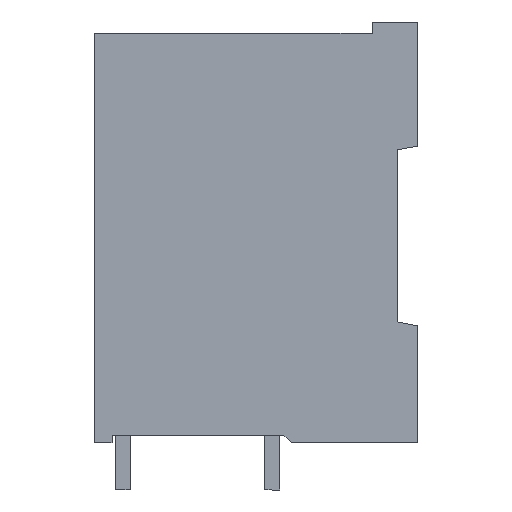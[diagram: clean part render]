
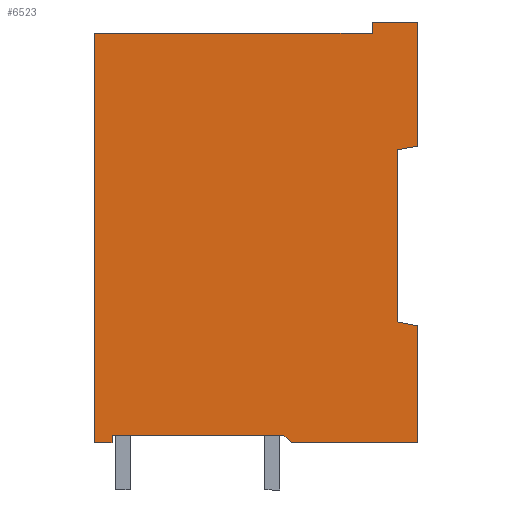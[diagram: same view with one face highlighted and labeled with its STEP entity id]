
A CAD part, left-side view. The second image highlights one B-rep face of the part: STEP entity #6523.
In plain terms, the highlighted planar face has unit normal (-1, 0, 0).
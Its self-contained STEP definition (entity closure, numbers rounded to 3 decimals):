
#6443=AXIS2_PLACEMENT_3D('Plane Axis2P3D',#6440,#6441,#6442) ;
#2911=CARTESIAN_POINT('Line Origine',(0.,0.7,23.277)) ;
#2915=CARTESIAN_POINT('Vertex',(0.,1.4,23.153)) ;
#2917=CARTESIAN_POINT('Vertex',(0.,0.,23.4)) ;
#4383=CARTESIAN_POINT('Line Origine',(0.,21.4,3.2)) ;
#4387=CARTESIAN_POINT('Vertex',(0.,22.,3.2)) ;
#4389=CARTESIAN_POINT('Vertex',(0.,20.8,3.2)) ;
#4434=CARTESIAN_POINT('Vertex',(0.,20.8,3.7)) ;
#4437=CARTESIAN_POINT('Line Origine',(0.,20.8,3.45)) ;
#4449=CARTESIAN_POINT('Line Origine',(0.,4.3,3.2)) ;
#4453=CARTESIAN_POINT('Vertex',(0.,8.6,3.2)) ;
#4455=CARTESIAN_POINT('Vertex',(0.,0.,3.2)) ;
#6440=CARTESIAN_POINT('Axis2P3D Location',(0.,22.,0.)) ;
#6445=CARTESIAN_POINT('Line Origine',(0.,11.,3.7)) ;
#6449=CARTESIAN_POINT('Vertex',(0.,9.1,3.7)) ;
#6453=CARTESIAN_POINT('Control Point',(0.,9.1,3.7)) ;
#6454=CARTESIAN_POINT('Control Point',(0.,8.6,3.2)) ;
#6456=CARTESIAN_POINT('Line Origine',(0.,0.,17.525)) ;
#6460=CARTESIAN_POINT('Vertex',(0.,0.,11.17)) ;
#6464=CARTESIAN_POINT('Control Point',(0.,0.,11.17)) ;
#6465=CARTESIAN_POINT('Control Point',(0.,1.4,11.439)) ;
#6466=CARTESIAN_POINT('Vertex',(0.,1.4,11.439)) ;
#6469=CARTESIAN_POINT('Line Origine',(0.,1.4,17.525)) ;
#6474=CARTESIAN_POINT('Line Origine',(0.,0.,17.525)) ;
#6478=CARTESIAN_POINT('Vertex',(0.,0.,31.85)) ;
#6481=CARTESIAN_POINT('Line Origine',(0.,11.,31.85)) ;
#6485=CARTESIAN_POINT('Vertex',(0.,3.1,31.85)) ;
#6488=CARTESIAN_POINT('Line Origine',(0.,3.1,17.525)) ;
#6492=CARTESIAN_POINT('Vertex',(0.,3.1,31.08)) ;
#6495=CARTESIAN_POINT('Line Origine',(0.,11.,31.08)) ;
#6499=CARTESIAN_POINT('Vertex',(0.,22.,31.08)) ;
#6502=CARTESIAN_POINT('Line Origine',(0.,22.,17.525)) ;
#2912=DIRECTION('Vector Direction',(0.,-0.985,0.174)) ;
#4384=DIRECTION('Vector Direction',(0.,-1.,0.)) ;
#4438=DIRECTION('Vector Direction',(0.,0.,-1.)) ;
#4450=DIRECTION('Vector Direction',(0.,-1.,0.)) ;
#6441=DIRECTION('Axis2P3D Direction',(-1.,0.,0.)) ;
#6442=DIRECTION('Axis2P3D XDirection',(0.,-1.,0.)) ;
#6446=DIRECTION('Vector Direction',(0.,-1.,0.)) ;
#6457=DIRECTION('Vector Direction',(0.,0.,1.)) ;
#6470=DIRECTION('Vector Direction',(0.,0.,1.)) ;
#6475=DIRECTION('Vector Direction',(0.,0.,1.)) ;
#6482=DIRECTION('Vector Direction',(0.,-1.,0.)) ;
#6489=DIRECTION('Vector Direction',(0.,0.,1.)) ;
#6496=DIRECTION('Vector Direction',(0.,-1.,0.)) ;
#6503=DIRECTION('Vector Direction',(0.,0.,1.)) ;
#2913=VECTOR('Line Direction',#2912,1.) ;
#4385=VECTOR('Line Direction',#4384,1.) ;
#4439=VECTOR('Line Direction',#4438,1.) ;
#4451=VECTOR('Line Direction',#4450,1.) ;
#6447=VECTOR('Line Direction',#6446,1.) ;
#6458=VECTOR('Line Direction',#6457,1.) ;
#6471=VECTOR('Line Direction',#6470,1.) ;
#6476=VECTOR('Line Direction',#6475,1.) ;
#6483=VECTOR('Line Direction',#6482,1.) ;
#6490=VECTOR('Line Direction',#6489,1.) ;
#6497=VECTOR('Line Direction',#6496,1.) ;
#6504=VECTOR('Line Direction',#6503,1.) ;
#6508=ORIENTED_EDGE('',*,*,#4391,.T.) ;
#6509=ORIENTED_EDGE('',*,*,#4441,.F.) ;
#6510=ORIENTED_EDGE('',*,*,#6451,.T.) ;
#6511=ORIENTED_EDGE('',*,*,#6455,.T.) ;
#6512=ORIENTED_EDGE('',*,*,#4457,.T.) ;
#6513=ORIENTED_EDGE('',*,*,#6462,.T.) ;
#6514=ORIENTED_EDGE('',*,*,#6468,.T.) ;
#6515=ORIENTED_EDGE('',*,*,#6473,.T.) ;
#6516=ORIENTED_EDGE('',*,*,#2919,.T.) ;
#6517=ORIENTED_EDGE('',*,*,#6480,.T.) ;
#6518=ORIENTED_EDGE('',*,*,#6487,.T.) ;
#6519=ORIENTED_EDGE('',*,*,#6494,.T.) ;
#6520=ORIENTED_EDGE('',*,*,#6501,.T.) ;
#6521=ORIENTED_EDGE('',*,*,#6506,.T.) ;
#6523=ADVANCED_FACE('Model',(#6522),#6444,.T.) ;
#6452=B_SPLINE_CURVE_WITH_KNOTS('',1,(#6453,#6454),.UNSPECIFIED.,.F.,.U.,(2,2),(-0.354,0.354),.UNSPECIFIED.) ;
#6463=B_SPLINE_CURVE_WITH_KNOTS('',1,(#6464,#6465),.UNSPECIFIED.,.F.,.U.,(2,2),(-0.713,0.713),.UNSPECIFIED.) ;
#2919=EDGE_CURVE('',#2916,#2918,#2914,.T.) ;
#4391=EDGE_CURVE('',#4388,#4390,#4386,.T.) ;
#4441=EDGE_CURVE('',#4435,#4390,#4440,.T.) ;
#4457=EDGE_CURVE('',#4454,#4456,#4452,.T.) ;
#6451=EDGE_CURVE('',#4435,#6450,#6448,.T.) ;
#6455=EDGE_CURVE('',#6450,#4454,#6452,.T.) ;
#6462=EDGE_CURVE('',#4456,#6461,#6459,.T.) ;
#6468=EDGE_CURVE('',#6461,#6467,#6463,.T.) ;
#6473=EDGE_CURVE('',#6467,#2916,#6472,.T.) ;
#6480=EDGE_CURVE('',#2918,#6479,#6477,.T.) ;
#6487=EDGE_CURVE('',#6479,#6486,#6484,.F.) ;
#6494=EDGE_CURVE('',#6486,#6493,#6491,.F.) ;
#6501=EDGE_CURVE('',#6493,#6500,#6498,.F.) ;
#6506=EDGE_CURVE('',#6500,#4388,#6505,.F.) ;
#6507=EDGE_LOOP('',(#6508,#6509,#6510,#6511,#6512,#6513,#6514,#6515,#6516,#6517,#6518,#6519,#6520,#6521)) ;
#6522=FACE_OUTER_BOUND('',#6507,.T.) ;
#2914=LINE('Line',#2911,#2913) ;
#4386=LINE('Line',#4383,#4385) ;
#4440=LINE('Line',#4437,#4439) ;
#4452=LINE('Line',#4449,#4451) ;
#6448=LINE('Line',#6445,#6447) ;
#6459=LINE('Line',#6456,#6458) ;
#6472=LINE('Line',#6469,#6471) ;
#6477=LINE('Line',#6474,#6476) ;
#6484=LINE('Line',#6481,#6483) ;
#6491=LINE('Line',#6488,#6490) ;
#6498=LINE('Line',#6495,#6497) ;
#6505=LINE('Line',#6502,#6504) ;
#6444=PLANE('',#6443) ;
#2916=VERTEX_POINT('',#2915) ;
#2918=VERTEX_POINT('',#2917) ;
#4388=VERTEX_POINT('',#4387) ;
#4390=VERTEX_POINT('',#4389) ;
#4435=VERTEX_POINT('',#4434) ;
#4454=VERTEX_POINT('',#4453) ;
#4456=VERTEX_POINT('',#4455) ;
#6450=VERTEX_POINT('',#6449) ;
#6461=VERTEX_POINT('',#6460) ;
#6467=VERTEX_POINT('',#6466) ;
#6479=VERTEX_POINT('',#6478) ;
#6486=VERTEX_POINT('',#6485) ;
#6493=VERTEX_POINT('',#6492) ;
#6500=VERTEX_POINT('',#6499) ;
